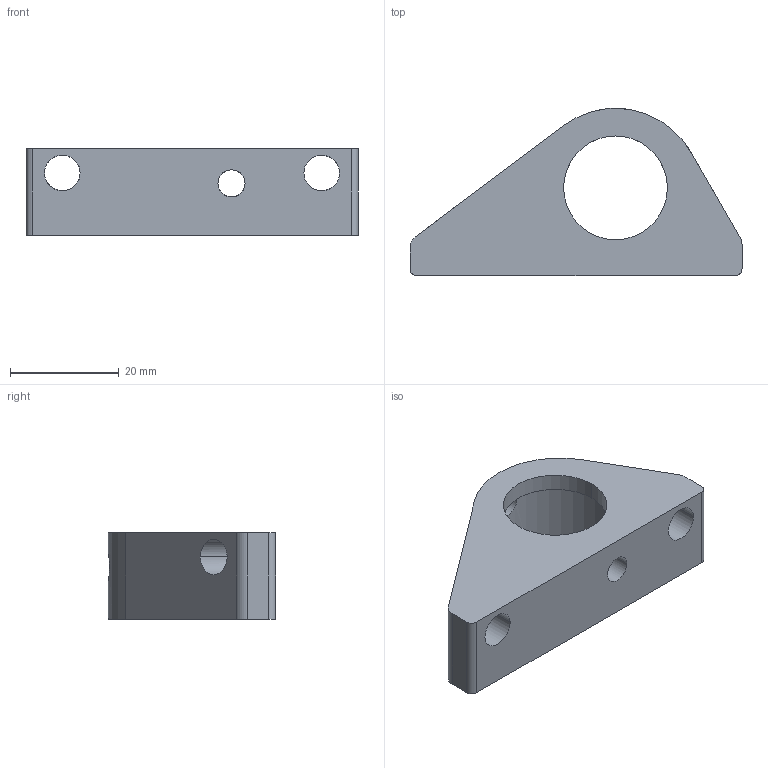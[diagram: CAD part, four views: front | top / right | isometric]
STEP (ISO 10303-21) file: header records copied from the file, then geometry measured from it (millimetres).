
FILE_DESCRIPTION (( 'STEP AP214' ), '1' );
FILE_NAME ('4400-23-P-0613.STEP', '2023-04-03T19:14:32', ( '' ), ( '' ), 'SwSTEP 2.0', 'SolidWorks 2022', '' );
FILE_SCHEMA (( 'AUTOMOTIVE_DESIGN' ));
Length unit declared in the file: inch
Products named in the file (1): 4400-23-P-0613
Bounding box: 60.96 x 30.7 x 15.88 mm (x, y, z)
Volume: 12023.9 mm3; surface area: 6076.4 mm2
Topology: 1 solids, 1 shells, 25 faces, 69 edges, 46 vertices
Faces by surface type: cylinder 17, plane 8
Entity records: 1043 total; most frequent: CARTESIAN_POINT 345, ORIENTED_EDGE 138, DIRECTION 133, EDGE_CURVE 69, AXIS2_PLACEMENT_3D 50, VERTEX_POINT 46, EDGE_LOOP 35, VECTOR 33
